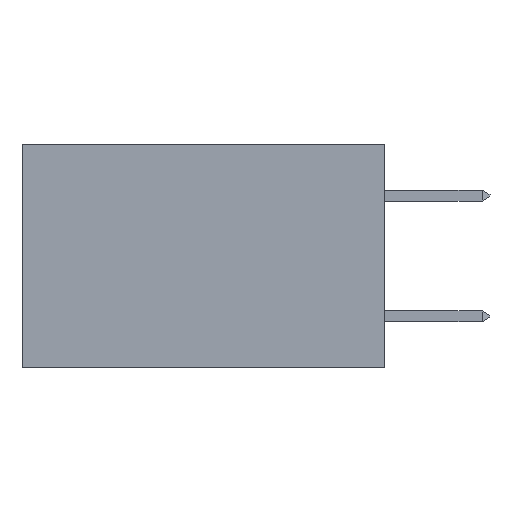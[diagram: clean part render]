
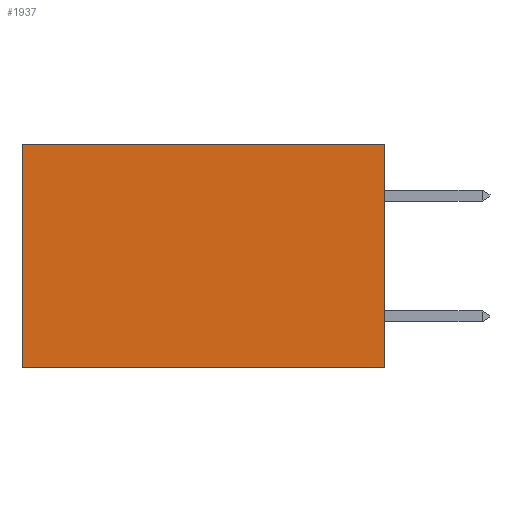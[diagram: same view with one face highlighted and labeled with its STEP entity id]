
A CAD part, left-side view. The second image highlights one B-rep face of the part: STEP entity #1937.
In plain terms, the highlighted planar face has unit normal (-1, 0, 0).
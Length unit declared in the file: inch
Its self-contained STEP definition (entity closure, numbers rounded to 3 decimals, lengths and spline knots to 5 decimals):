
#1012 = LINE ( 'NONE', #9076, #10616 ) ;
#1049 = LINE ( 'NONE', #7896, #8010 ) ;
#1163 = CARTESIAN_POINT ( 'NONE',  ( 0.2875, 0.6, 0. ) ) ;
#1574 = CARTESIAN_POINT ( 'NONE',  ( 0.2875, 0.6, -0.37 ) ) ;
#1937 = ADVANCED_FACE ( 'NONE', ( #11211 ), #10069, .F. ) ;
#2219 = LINE ( 'NONE', #10390, #8973 ) ;
#2526 = ORIENTED_EDGE ( 'NONE', *, *, #11323, .F. ) ;
#2529 = CARTESIAN_POINT ( 'NONE',  ( 0.2875, 0., 0. ) ) ;
#3183 = VERTEX_POINT ( 'NONE', #2529 ) ;
#3213 = EDGE_CURVE ( 'NONE', #7186, #8272, #6344, .T. ) ;
#3473 = DIRECTION ( 'NONE',  ( 0., 1., 0. ) ) ;
#3894 = DIRECTION ( 'NONE',  ( 0., 0., -1. ) ) ;
#4370 = EDGE_LOOP ( 'NONE', ( #11320, #2526, #4993, #5005 ) ) ;
#4993 = ORIENTED_EDGE ( 'NONE', *, *, #9981, .F. ) ;
#5005 = ORIENTED_EDGE ( 'NONE', *, *, #7571, .T. ) ;
#6246 = DIRECTION ( 'NONE',  ( 0., 1., 0. ) ) ;
#6344 = LINE ( 'NONE', #7011, #10491 ) ;
#7011 = CARTESIAN_POINT ( 'NONE',  ( 0.2875, 0.6, 0. ) ) ;
#7025 = CARTESIAN_POINT ( 'NONE',  ( 0.2875, 0., -0.37 ) ) ;
#7186 = VERTEX_POINT ( 'NONE', #1163 ) ;
#7571 = EDGE_CURVE ( 'NONE', #3183, #7186, #1049, .T. ) ;
#7896 = CARTESIAN_POINT ( 'NONE',  ( 0.2875, 0., 0. ) ) ;
#8010 = VECTOR ( 'NONE', #3473, 39.37008 ) ;
#8254 = VERTEX_POINT ( 'NONE', #7025 ) ;
#8272 = VERTEX_POINT ( 'NONE', #1574 ) ;
#8973 = VECTOR ( 'NONE', #6246, 39.37008 ) ;
#9076 = CARTESIAN_POINT ( 'NONE',  ( 0.2875, 0., 0. ) ) ;
#9899 = DIRECTION ( 'NONE',  ( 0., 0., -1. ) ) ;
#9981 = EDGE_CURVE ( 'NONE', #3183, #8254, #1012, .T. ) ;
#10000 = AXIS2_PLACEMENT_3D ( 'NONE', #10235, #10054, #10024 ) ;
#10024 = DIRECTION ( 'NONE',  ( 0., 0., -1. ) ) ;
#10054 = DIRECTION ( 'NONE',  ( 1., 0., 0. ) ) ;
#10069 = PLANE ( 'NONE',  #10000 ) ;
#10235 = CARTESIAN_POINT ( 'NONE',  ( 0.2875, 0., 0. ) ) ;
#10390 = CARTESIAN_POINT ( 'NONE',  ( 0.2875, 0., -0.37 ) ) ;
#10491 = VECTOR ( 'NONE', #3894, 39.37008 ) ;
#10616 = VECTOR ( 'NONE', #9899, 39.37008 ) ;
#11211 = FACE_OUTER_BOUND ( 'NONE', #4370, .T. ) ;
#11320 = ORIENTED_EDGE ( 'NONE', *, *, #3213, .T. ) ;
#11323 = EDGE_CURVE ( 'NONE', #8254, #8272, #2219, .T. ) ;
